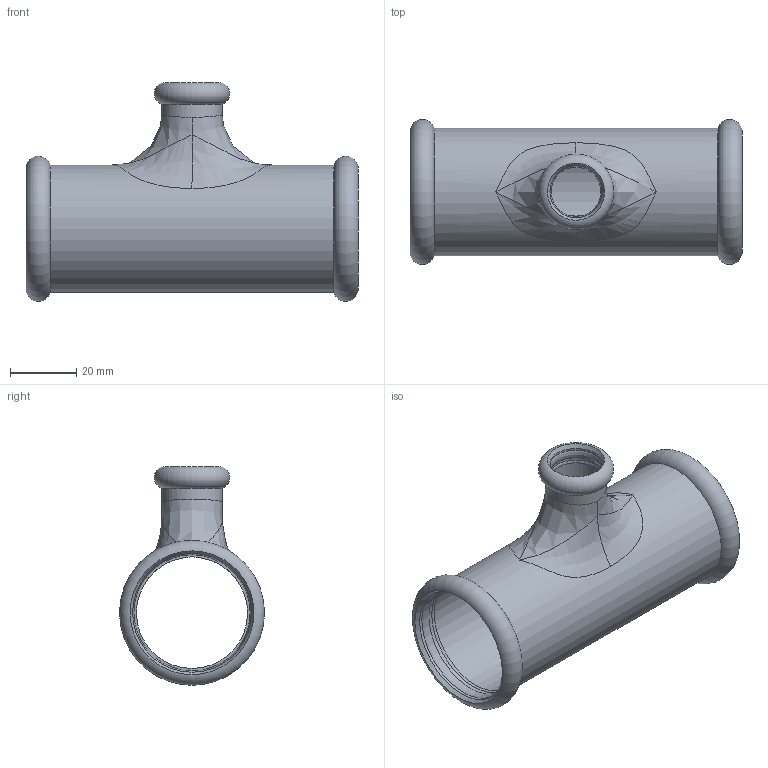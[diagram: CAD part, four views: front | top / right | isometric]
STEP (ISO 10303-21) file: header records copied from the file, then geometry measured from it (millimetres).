
FILE_DESCRIPTION(/* description */ ('TEE RIDOTTO STEELPRES 35-15-35 idroformato'),/* implementation_level */ '2;1');
FILE_NAME(/* name */ '392035015_Steelpres.stp',/* time_stamp */ '2022-10-24T15:11:32+02:00',/* author */ ('Vault'),/* organization */ ('Raccorderie metalliche s.p.a. '),/* preprocessor_version */ 'ST-DEVELOPER v18.1',/* originating_system */ 'Autodesk Inventor 2020',/* authorisation */ 'Raccorderie metalliche s.p.a. ');
FILE_SCHEMA (('AUTOMOTIVE_DESIGN { 1 0 10303 214 3 1 1 }'));
Length unit declared in the file: millimetre
Products named in the file (1): 392035015I_Steelpres
Bounding box: 100 x 43.68 x 65.84 mm (x, y, z)
Volume: 27945.5 mm3; surface area: 26613.2 mm2
Topology: 1 solids, 1 shells, 42 faces, 147 edges, 100 vertices
Faces by surface type: bspline 14, cylinder 12, torus 9, plane 4, cone 3
Full cylindrical faces by diameter (mm): 15.3 x1, 15.7 x2, 18.3 x1, 35.4 x2, 35.8 x4, 38.4 x1
Entity records: 4077 total; most frequent: CARTESIAN_POINT 2863, ORIENTED_EDGE 282, DIRECTION 216, EDGE_CURVE 141, AXIS2_PLACEMENT_3D 101, VERTEX_POINT 100, CIRCLE 72, B_SPLINE_CURVE_WITH_KNOTS 55
